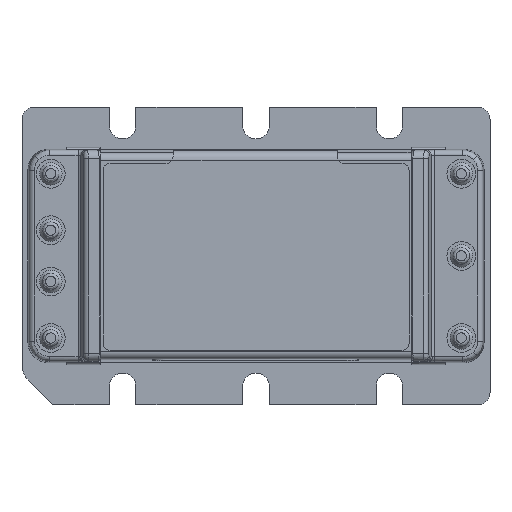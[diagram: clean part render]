
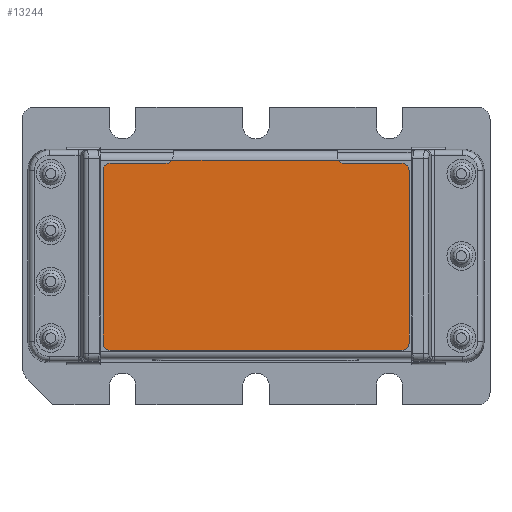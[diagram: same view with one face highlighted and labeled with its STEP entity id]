
A CAD part, top view. The second image highlights one B-rep face of the part: STEP entity #13244.
In plain terms, the highlighted planar face has unit normal (0, 0, 1).
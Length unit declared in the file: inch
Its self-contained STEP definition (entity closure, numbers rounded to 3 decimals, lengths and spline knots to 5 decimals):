
#3781 = AXIS2_PLACEMENT_3D ( 'NONE', #3824, #3823, #3822 ) ;
#3822 = DIRECTION ( 'NONE',  ( 1., 0., 0. ) ) ;
#3823 = DIRECTION ( 'NONE',  ( 0., 0., 1. ) ) ;
#3824 = CARTESIAN_POINT ( 'NONE',  ( 0.37966, 0.91735, 0.07319 ) ) ;
#3826 = CIRCLE ( 'NONE', #3781, 0.035 ) ;
#3851 = CARTESIAN_POINT ( 'NONE',  ( 0.37966, 0.95235, 0.07319 ) ) ;
#3862 = CARTESIAN_POINT ( 'NONE',  ( 0.09966, 0.95235, 0.07319 ) ) ;
#3863 = CARTESIAN_POINT ( 'NONE',  ( 0.41466, 0.91735, 0.07319 ) ) ;
#4130 = LINE ( 'NONE', #4157, #4156 ) ;
#4156 = VECTOR ( 'NONE', #4204, 39.37008 ) ;
#4157 = CARTESIAN_POINT ( 'NONE',  ( 0.37966, 0.95235, 0.07319 ) ) ;
#4160 = CARTESIAN_POINT ( 'NONE',  ( 0.41466, 0.07735, 0.07319 ) ) ;
#4204 = DIRECTION ( 'NONE',  ( -1., 0., 0. ) ) ;
#9299 = CARTESIAN_POINT ( 'NONE',  ( -1.07634, 0.07735, 0.07319 ) ) ;
#9309 = DIRECTION ( 'NONE',  ( 0., 1., 0. ) ) ;
#9310 = VECTOR ( 'NONE', #9309, 39.37008 ) ;
#9318 = DIRECTION ( 'NONE',  ( 1., 0., 0. ) ) ;
#9319 = DIRECTION ( 'NONE',  ( 0., 0., 1. ) ) ;
#9320 = CARTESIAN_POINT ( 'NONE',  ( -1.04134, 0.07735, 0.07319 ) ) ;
#9324 = CARTESIAN_POINT ( 'NONE',  ( 0.41466, 0.91735, 0.07319 ) ) ;
#9325 = LINE ( 'NONE', #9324, #9310 ) ;
#9326 = CARTESIAN_POINT ( 'NONE',  ( -1.04134, 0.04235, 0.07319 ) ) ;
#9331 = CIRCLE ( 'NONE', #9335, 0.035 ) ;
#9332 = CARTESIAN_POINT ( 'NONE',  ( 0.37966, 0.04235, 0.07319 ) ) ;
#9335 = AXIS2_PLACEMENT_3D ( 'NONE', #9320, #9319, #9318 ) ;
#9339 = CIRCLE ( 'NONE', #9383, 0.035 ) ;
#9345 = CARTESIAN_POINT ( 'NONE',  ( 0.37966, 0.04235, 0.07319 ) ) ;
#9346 = LINE ( 'NONE', #9345, #9379 ) ;
#9378 = DIRECTION ( 'NONE',  ( 1., 0., 0. ) ) ;
#9379 = VECTOR ( 'NONE', #9378, 39.37008 ) ;
#9380 = DIRECTION ( 'NONE',  ( 1., 0., 0. ) ) ;
#9381 = DIRECTION ( 'NONE',  ( 0., 0., 1. ) ) ;
#9382 = CARTESIAN_POINT ( 'NONE',  ( 0.37966, 0.07735, 0.07319 ) ) ;
#9383 = AXIS2_PLACEMENT_3D ( 'NONE', #9382, #9381, #9380 ) ;
#9394 = CARTESIAN_POINT ( 'NONE',  ( -0.77034, 0.95235, 0.07319 ) ) ;
#9417 = DIRECTION ( 'NONE',  ( 0., 0., 1. ) ) ;
#9437 = DIRECTION ( 'NONE',  ( -1., 0., 0. ) ) ;
#9452 = AXIS2_PLACEMENT_3D ( 'NONE', #9463, #9417, #9437 ) ;
#9457 = CIRCLE ( 'NONE', #9452, 0.035 ) ;
#9458 = DIRECTION ( 'NONE',  ( -1., 0., 0. ) ) ;
#9459 = VECTOR ( 'NONE', #9458, 39.37008 ) ;
#9460 = CARTESIAN_POINT ( 'NONE',  ( -0.77034, 0.95235, 0.07319 ) ) ;
#9461 = LINE ( 'NONE', #9460, #9459 ) ;
#9463 = CARTESIAN_POINT ( 'NONE',  ( -1.04134, 0.91735, 0.07319 ) ) ;
#9502 = CARTESIAN_POINT ( 'NONE',  ( -1.04134, 0.95235, 0.07319 ) ) ;
#9503 = CARTESIAN_POINT ( 'NONE',  ( -1.07634, 0.91735, 0.07319 ) ) ;
#9507 = CARTESIAN_POINT ( 'NONE',  ( -0.74055, 0.96897, 0.07319 ) ) ;
#9546 = VECTOR ( 'NONE', #9576, 39.37008 ) ;
#9556 = CARTESIAN_POINT ( 'NONE',  ( -1.07634, 0.91735, 0.07319 ) ) ;
#9576 = DIRECTION ( 'NONE',  ( 0., -1., 0. ) ) ;
#9582 = LINE ( 'NONE', #9556, #9546 ) ;
#9692 = CIRCLE ( 'NONE', #9732, 0.035 ) ;
#9722 = DIRECTION ( 'NONE',  ( 1., 0., 0. ) ) ;
#9723 = DIRECTION ( 'NONE',  ( 0., 0., -1. ) ) ;
#9732 = AXIS2_PLACEMENT_3D ( 'NONE', #9733, #9723, #9722 ) ;
#9733 = CARTESIAN_POINT ( 'NONE',  ( -0.77034, 0.98735, 0.07319 ) ) ;
#9837 = DIRECTION ( 'NONE',  ( 1., 0., 0. ) ) ;
#9838 = VECTOR ( 'NONE', #9837, 39.37008 ) ;
#9839 = CARTESIAN_POINT ( 'NONE',  ( -1.04134, 0.96897, 0.07319 ) ) ;
#9840 = LINE ( 'NONE', #9839, #9838 ) ;
#9980 = CARTESIAN_POINT ( 'NONE',  ( 0.06988, 0.96897, 0.07319 ) ) ;
#10088 = CIRCLE ( 'NONE', #10119, 0.035 ) ;
#10119 = AXIS2_PLACEMENT_3D ( 'NONE', #10160, #10157, #10156 ) ;
#10156 = DIRECTION ( 'NONE',  ( -1., 0., 0. ) ) ;
#10157 = DIRECTION ( 'NONE',  ( 0., 0., -1. ) ) ;
#10160 = CARTESIAN_POINT ( 'NONE',  ( 0.09966, 0.98735, 0.07319 ) ) ;
#10199 = PLANE ( 'NONE',  #10219 ) ;
#10219 = AXIS2_PLACEMENT_3D ( 'NONE', #10253, #10252, #10251 ) ;
#10228 = FACE_OUTER_BOUND ( 'NONE', #13178, .T. ) ;
#10251 = DIRECTION ( 'NONE',  ( -1., 0., 0. ) ) ;
#10252 = DIRECTION ( 'NONE',  ( 0., 0., 1. ) ) ;
#10253 = CARTESIAN_POINT ( 'NONE',  ( -1.04134, 0.91735, 0.07319 ) ) ;
#12739 = ORIENTED_EDGE ( 'NONE', *, *, #14606, .T. ) ;
#12740 = ORIENTED_EDGE ( 'NONE', *, *, #13230, .T. ) ;
#12741 = ORIENTED_EDGE ( 'NONE', *, *, #14686, .T. ) ;
#12743 = ORIENTED_EDGE ( 'NONE', *, *, #13029, .T. ) ;
#12744 = ORIENTED_EDGE ( 'NONE', *, *, #13018, .T. ) ;
#12751 = ORIENTED_EDGE ( 'NONE', *, *, #13031, .T. ) ;
#13005 = VERTEX_POINT ( 'NONE', #9299 ) ;
#13011 = VERTEX_POINT ( 'NONE', #9326 ) ;
#13013 = EDGE_CURVE ( 'NONE', #13005, #13011, #9331, .T. ) ;
#13018 = EDGE_CURVE ( 'NONE', #14689, #14632, #9325, .T. ) ;
#13020 = VERTEX_POINT ( 'NONE', #9332 ) ;
#13029 = EDGE_CURVE ( 'NONE', #13020, #14689, #9339, .T. ) ;
#13031 = EDGE_CURVE ( 'NONE', #13011, #13020, #9346, .T. ) ;
#13047 = VERTEX_POINT ( 'NONE', #9394 ) ;
#13060 = EDGE_CURVE ( 'NONE', #13047, #13071, #9461, .T. ) ;
#13069 = EDGE_CURVE ( 'NONE', #13071, #13079, #9457, .T. ) ;
#13071 = VERTEX_POINT ( 'NONE', #9502 ) ;
#13079 = VERTEX_POINT ( 'NONE', #9503 ) ;
#13083 = VERTEX_POINT ( 'NONE', #9507 ) ;
#13086 = EDGE_CURVE ( 'NONE', #13079, #13005, #9582, .T. ) ;
#13128 = EDGE_CURVE ( 'NONE', #13083, #13047, #9692, .T. ) ;
#13169 = ORIENTED_EDGE ( 'NONE', *, *, #13128, .T. ) ;
#13170 = ORIENTED_EDGE ( 'NONE', *, *, #13060, .T. ) ;
#13171 = ORIENTED_EDGE ( 'NONE', *, *, #13086, .T. ) ;
#13173 = EDGE_CURVE ( 'NONE', #13083, #13201, #9840, .T. ) ;
#13178 = EDGE_LOOP ( 'NONE', ( #13245, #13169, #13170, #13243, #13171, #14577, #12751, #12743, #12744, #12739, #12741, #12740 ) ) ;
#13201 = VERTEX_POINT ( 'NONE', #9980 ) ;
#13230 = EDGE_CURVE ( 'NONE', #14634, #13201, #10088, .T. ) ;
#13243 = ORIENTED_EDGE ( 'NONE', *, *, #13069, .T. ) ;
#13244 = ADVANCED_FACE ( 'NONE', ( #10228 ), #10199, .T. ) ;
#13245 = ORIENTED_EDGE ( 'NONE', *, *, #13173, .F. ) ;
#14577 = ORIENTED_EDGE ( 'NONE', *, *, #13013, .T. ) ;
#14606 = EDGE_CURVE ( 'NONE', #14632, #14635, #3826, .T. ) ;
#14632 = VERTEX_POINT ( 'NONE', #3863 ) ;
#14634 = VERTEX_POINT ( 'NONE', #3862 ) ;
#14635 = VERTEX_POINT ( 'NONE', #3851 ) ;
#14686 = EDGE_CURVE ( 'NONE', #14635, #14634, #4130, .T. ) ;
#14689 = VERTEX_POINT ( 'NONE', #4160 ) ;
